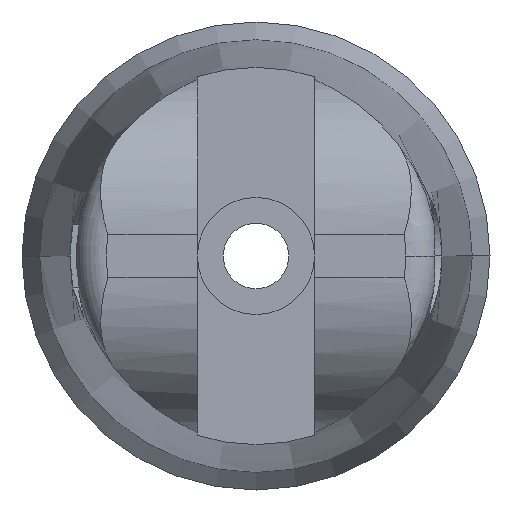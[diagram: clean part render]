
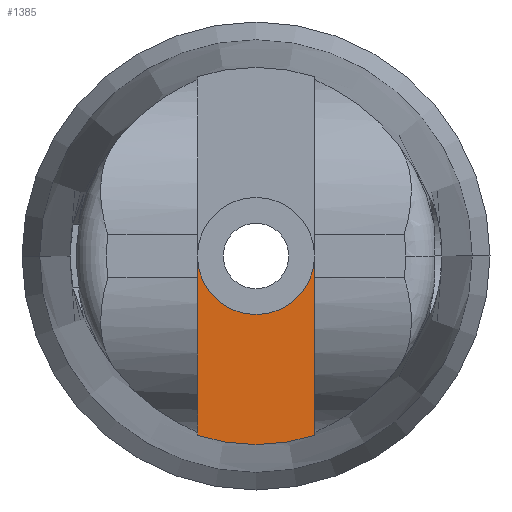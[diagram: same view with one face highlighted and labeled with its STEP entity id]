
A CAD part, front view. The second image highlights one B-rep face of the part: STEP entity #1385.
In plain terms, the highlighted planar face has unit normal (0, -1, 0).
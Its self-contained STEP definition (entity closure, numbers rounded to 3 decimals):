
#5 = DIRECTION ( 'NONE',  ( 0., -1., 0. ) ) ;
#97 = EDGE_CURVE ( 'NONE', #725, #943, #779, .T. ) ;
#113 = CARTESIAN_POINT ( 'NONE',  ( 0., -74.5, 0. ) ) ;
#118 = CARTESIAN_POINT ( 'NONE',  ( 0., -74.5, 0. ) ) ;
#130 = EDGE_CURVE ( 'NONE', #1319, #725, #1448, .T. ) ;
#155 = CARTESIAN_POINT ( 'NONE',  ( 0., -74.5, -3.75 ) ) ;
#163 = AXIS2_PLACEMENT_3D ( 'NONE', #118, #913, #683 ) ;
#164 = DIRECTION ( 'NONE',  ( 0., -1., 0. ) ) ;
#186 = CARTESIAN_POINT ( 'NONE',  ( -3.75, -74.5, -15. ) ) ;
#210 = ORIENTED_EDGE ( 'NONE', *, *, #1467, .T. ) ;
#353 = AXIS2_PLACEMENT_3D ( 'NONE', #113, #5, #355 ) ;
#355 = DIRECTION ( 'NONE',  ( 0., 0., 1. ) ) ;
#379 = VERTEX_POINT ( 'NONE', #1379 ) ;
#390 = CARTESIAN_POINT ( 'NONE',  ( -3.75, -74.5, -11.493 ) ) ;
#417 = VERTEX_POINT ( 'NONE', #788 ) ;
#457 = ORIENTED_EDGE ( 'NONE', *, *, #1485, .F. ) ;
#468 = LINE ( 'NONE', #1273, #883 ) ;
#539 = PLANE ( 'NONE',  #990 ) ;
#548 = AXIS2_PLACEMENT_3D ( 'NONE', #1099, #164, #1091 ) ;
#641 = CARTESIAN_POINT ( 'NONE',  ( -3.75, -74.5, -15. ) ) ;
#683 = DIRECTION ( 'NONE',  ( 0., 0., -1. ) ) ;
#725 = VERTEX_POINT ( 'NONE', #1324 ) ;
#769 = DIRECTION ( 'NONE',  ( 0., 0., 1. ) ) ;
#779 = CIRCLE ( 'NONE', #548, 3.75 ) ;
#788 = CARTESIAN_POINT ( 'NONE',  ( 3.75, -74.5, -11.493 ) ) ;
#859 = CIRCLE ( 'NONE', #163, 3.75 ) ;
#883 = VECTOR ( 'NONE', #1417, 1000. ) ;
#910 = ORIENTED_EDGE ( 'NONE', *, *, #130, .F. ) ;
#913 = DIRECTION ( 'NONE',  ( 0., -1., 0. ) ) ;
#936 = EDGE_CURVE ( 'NONE', #417, #379, #468, .T. ) ;
#943 = VERTEX_POINT ( 'NONE', #155 ) ;
#946 = ORIENTED_EDGE ( 'NONE', *, *, #97, .F. ) ;
#990 = AXIS2_PLACEMENT_3D ( 'NONE', #641, #1460, #1356 ) ;
#1047 = EDGE_LOOP ( 'NONE', ( #910, #210, #1364, #457, #946 ) ) ;
#1069 = CIRCLE ( 'NONE', #353, 12.09 ) ;
#1091 = DIRECTION ( 'NONE',  ( 0., 0., -1. ) ) ;
#1099 = CARTESIAN_POINT ( 'NONE',  ( 0., -74.5, 0. ) ) ;
#1149 = VECTOR ( 'NONE', #769, 1000. ) ;
#1246 = FACE_OUTER_BOUND ( 'NONE', #1047, .T. ) ;
#1273 = CARTESIAN_POINT ( 'NONE',  ( 3.75, -74.5, -15. ) ) ;
#1319 = VERTEX_POINT ( 'NONE', #390 ) ;
#1324 = CARTESIAN_POINT ( 'NONE',  ( -3.75, -74.5, 0. ) ) ;
#1356 = DIRECTION ( 'NONE',  ( 0., 0., 1. ) ) ;
#1364 = ORIENTED_EDGE ( 'NONE', *, *, #936, .T. ) ;
#1379 = CARTESIAN_POINT ( 'NONE',  ( 3.75, -74.5, 0. ) ) ;
#1385 = ADVANCED_FACE ( 'NONE', ( #1246 ), #539, .F. ) ;
#1417 = DIRECTION ( 'NONE',  ( 0., 0., 1. ) ) ;
#1448 = LINE ( 'NONE', #186, #1149 ) ;
#1460 = DIRECTION ( 'NONE',  ( 0., 1., 0. ) ) ;
#1467 = EDGE_CURVE ( 'NONE', #1319, #417, #1069, .T. ) ;
#1485 = EDGE_CURVE ( 'NONE', #943, #379, #859, .T. ) ;
